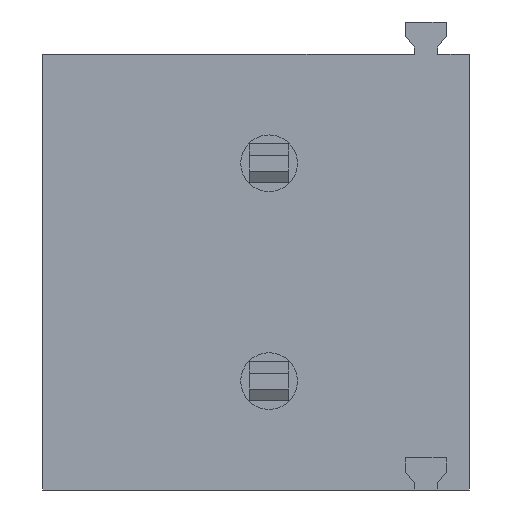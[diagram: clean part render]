
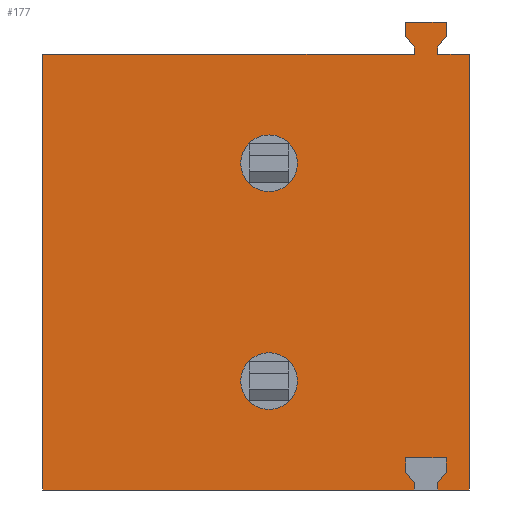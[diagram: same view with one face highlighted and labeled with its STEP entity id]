
A CAD part, front view. The second image highlights one B-rep face of the part: STEP entity #177.
In plain terms, the highlighted planar face has unit normal (0, -1, 0).
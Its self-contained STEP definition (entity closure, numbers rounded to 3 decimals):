
#177=ADVANCED_FACE('',(#407,#408,#409),#410,.T.);
#407=FACE_OUTER_BOUND('',#657,.T.);
#408=FACE_BOUND('',#658,.T.);
#409=FACE_BOUND('',#659,.T.);
#410=PLANE('',#660);
#657=EDGE_LOOP('',(#1518,#1519,#1520,#1521,#1522,#1523,#1524,#1525,#1526,#1527,#1528,#1529,#1530,#1531,#1532,#1533,#1534,#1535,#1536,#1537));
#658=EDGE_LOOP('',(#1538,#1539));
#659=EDGE_LOOP('',(#1540,#1541));
#660=AXIS2_PLACEMENT_3D('',#1542,#1543,#1544);
#1518=ORIENTED_EDGE('',*,*,#1944,.F.);
#1519=ORIENTED_EDGE('',*,*,#1763,.T.);
#1520=ORIENTED_EDGE('',*,*,#1746,.F.);
#1521=ORIENTED_EDGE('',*,*,#1737,.F.);
#1522=ORIENTED_EDGE('',*,*,#1719,.F.);
#1523=ORIENTED_EDGE('',*,*,#1744,.F.);
#1524=ORIENTED_EDGE('',*,*,#1729,.F.);
#1525=ORIENTED_EDGE('',*,*,#1748,.F.);
#1526=ORIENTED_EDGE('',*,*,#1733,.F.);
#1527=ORIENTED_EDGE('',*,*,#1762,.T.);
#1528=ORIENTED_EDGE('',*,*,#1794,.F.);
#1529=ORIENTED_EDGE('',*,*,#1831,.F.);
#1530=ORIENTED_EDGE('',*,*,#1941,.T.);
#1531=ORIENTED_EDGE('',*,*,#1942,.T.);
#1532=ORIENTED_EDGE('',*,*,#1939,.T.);
#1533=ORIENTED_EDGE('',*,*,#1932,.T.);
#1534=ORIENTED_EDGE('',*,*,#1934,.T.);
#1535=ORIENTED_EDGE('',*,*,#1936,.T.);
#1536=ORIENTED_EDGE('',*,*,#1937,.T.);
#1537=ORIENTED_EDGE('',*,*,#1827,.F.);
#1538=ORIENTED_EDGE('',*,*,#1685,.F.);
#1539=ORIENTED_EDGE('',*,*,#1803,.F.);
#1540=ORIENTED_EDGE('',*,*,#1777,.F.);
#1541=ORIENTED_EDGE('',*,*,#1689,.F.);
#1542=CARTESIAN_POINT('',(-6.422,0.0,-2.773));
#1543=DIRECTION('',(0.0,-1.0,0.0));
#1544=DIRECTION('',(0.,0.0,1.0));
#1685=EDGE_CURVE('',#2014,#2017,#2018,.T.);
#1689=EDGE_CURVE('',#2022,#2025,#2026,.T.);
#1719=EDGE_CURVE('',#2083,#2084,#2085,.T.);
#1729=EDGE_CURVE('',#2101,#2102,#2103,.T.);
#1733=EDGE_CURVE('',#2109,#2110,#2111,.T.);
#1737=EDGE_CURVE('',#2084,#2117,#2118,.T.);
#1744=EDGE_CURVE('',#2102,#2083,#2127,.T.);
#1746=EDGE_CURVE('',#2117,#2129,#2130,.T.);
#1748=EDGE_CURVE('',#2110,#2101,#2132,.T.);
#1762=EDGE_CURVE('',#2109,#2149,#2151,.T.);
#1763=EDGE_CURVE('',#2152,#2129,#2153,.T.);
#1777=EDGE_CURVE('',#2025,#2022,#2176,.T.);
#1794=EDGE_CURVE('',#2203,#2149,#2204,.T.);
#1803=EDGE_CURVE('',#2017,#2014,#2216,.T.);
#1827=EDGE_CURVE('',#2254,#2256,#2257,.T.);
#1831=EDGE_CURVE('',#2262,#2203,#2264,.T.);
#1932=EDGE_CURVE('',#2423,#2425,#2427,.T.);
#1934=EDGE_CURVE('',#2425,#2428,#2430,.T.);
#1936=EDGE_CURVE('',#2428,#2431,#2433,.T.);
#1937=EDGE_CURVE('',#2431,#2256,#2434,.T.);
#1939=EDGE_CURVE('',#2435,#2423,#2437,.T.);
#1941=EDGE_CURVE('',#2262,#2438,#2440,.T.);
#1942=EDGE_CURVE('',#2438,#2435,#2441,.T.);
#1944=EDGE_CURVE('',#2152,#2254,#2443,.T.);
#2014=VERTEX_POINT('',#2536);
#2017=VERTEX_POINT('',#2540);
#2018=CIRCLE('',#2541,0.65);
#2022=VERTEX_POINT('',#2546);
#2025=VERTEX_POINT('',#2550);
#2026=CIRCLE('',#2551,0.65);
#2083=VERTEX_POINT('',#2627);
#2084=VERTEX_POINT('',#2628);
#2085=LINE('',#2629,#2630);
#2101=VERTEX_POINT('',#2651);
#2102=VERTEX_POINT('',#2652);
#2103=LINE('',#2653,#2654);
#2109=VERTEX_POINT('',#2663);
#2110=VERTEX_POINT('',#2664);
#2111=LINE('',#2665,#2666);
#2117=VERTEX_POINT('',#2675);
#2118=LINE('',#2676,#2677);
#2127=LINE('',#2692,#2693);
#2129=VERTEX_POINT('',#2695);
#2130=LINE('',#2696,#2697);
#2132=LINE('',#2700,#2701);
#2149=VERTEX_POINT('',#2725);
#2151=LINE('',#2728,#2729);
#2152=VERTEX_POINT('',#2730);
#2153=LINE('',#2731,#2732);
#2176=CIRCLE('',#2766,0.65);
#2203=VERTEX_POINT('',#2808);
#2204=LINE('',#2809,#2810);
#2216=CIRCLE('',#2829,0.65);
#2254=VERTEX_POINT('',#2888);
#2256=VERTEX_POINT('',#2891);
#2257=LINE('',#2892,#2893);
#2262=VERTEX_POINT('',#2900);
#2264=LINE('',#2903,#2904);
#2423=VERTEX_POINT('',#3123);
#2425=VERTEX_POINT('',#3126);
#2427=LINE('',#3129,#3130);
#2428=VERTEX_POINT('',#3131);
#2430=LINE('',#3134,#3135);
#2431=VERTEX_POINT('',#3136);
#2433=LINE('',#3139,#3140);
#2434=LINE('',#3141,#3142);
#2435=VERTEX_POINT('',#3143);
#2437=LINE('',#3146,#3147);
#2438=VERTEX_POINT('',#3148);
#2440=LINE('',#3151,#3152);
#2441=LINE('',#3153,#3154);
#2443=LINE('',#3157,#3158);
#2536=CARTESIAN_POINT('',(-3.414,0.0,-8.241));
#2540=CARTESIAN_POINT('',(-4.714,0.0,-8.241));
#2541=AXIS2_PLACEMENT_3D('',#3261,#3262,#3263);
#2546=CARTESIAN_POINT('',(-3.414,0.0,-3.241));
#2550=CARTESIAN_POINT('',(-4.714,0.0,-3.241));
#2551=AXIS2_PLACEMENT_3D('',#3269,#3270,#3271);
#2627=CARTESIAN_POINT('',(0.0,0.0,0.));
#2628=CARTESIAN_POINT('',(0.0,0.0,-0.342));
#2629=CARTESIAN_POINT('',(0.0,0.0,-8.241));
#2630=VECTOR('',#3321,1.0);
#2651=CARTESIAN_POINT('',(-0.928,0.0,-0.342));
#2652=CARTESIAN_POINT('',(-0.928,0.0,0.));
#2653=CARTESIAN_POINT('',(-0.928,0.0,-8.241));
#2654=VECTOR('',#3339,1.0);
#2663=CARTESIAN_POINT('',(-0.733,0.0,-0.741));
#2664=CARTESIAN_POINT('',(-0.733,0.0,-0.574));
#2665=CARTESIAN_POINT('',(-0.733,0.0,-8.241));
#2666=VECTOR('',#3343,1.0);
#2675=CARTESIAN_POINT('',(-0.195,0.0,-0.574));
#2676=CARTESIAN_POINT('',(-6.642,0.0,-8.241));
#2677=VECTOR('',#3347,1.0);
#2692=CARTESIAN_POINT('',(-62.994,0.0,0.));
#2693=VECTOR('',#3354,1.0);
#2695=CARTESIAN_POINT('',(-0.195,0.0,-0.741));
#2696=CARTESIAN_POINT('',(-0.195,0.0,-8.241));
#2697=VECTOR('',#3358,1.0);
#2700=CARTESIAN_POINT('',(5.714,0.0,-8.241));
#2701=VECTOR('',#3360,1.0);
#2725=CARTESIAN_POINT('',(-9.264,0.0,-0.741));
#2728=CARTESIAN_POINT('',(-62.994,0.0,-0.741));
#2729=VECTOR('',#3384,1.0);
#2730=CARTESIAN_POINT('',(0.536,0.0,-0.741));
#2731=CARTESIAN_POINT('',(-62.994,0.0,-0.741));
#2732=VECTOR('',#3385,1.0);
#2766=AXIS2_PLACEMENT_3D('',#3403,#3404,#3405);
#2808=CARTESIAN_POINT('',(-9.264,0.0,-10.741));
#2809=CARTESIAN_POINT('',(-9.264,0.0,-8.241));
#2810=VECTOR('',#3424,1.0);
#2829=AXIS2_PLACEMENT_3D('',#3435,#3436,#3437);
#2888=CARTESIAN_POINT('',(0.536,0.0,-10.741));
#2891=CARTESIAN_POINT('',(-0.195,0.0,-10.741));
#2892=CARTESIAN_POINT('',(-62.994,0.0,-10.741));
#2893=VECTOR('',#3463,1.0);
#2900=CARTESIAN_POINT('',(-0.733,0.0,-10.741));
#2903=CARTESIAN_POINT('',(-62.994,0.0,-10.741));
#2904=VECTOR('',#3467,1.0);
#3123=CARTESIAN_POINT('',(-0.928,0.0,-10.));
#3126=CARTESIAN_POINT('',(0.0,0.0,-10.));
#3129=CARTESIAN_POINT('',(-62.994,0.0,-10.));
#3130=VECTOR('',#3644,1.0);
#3131=CARTESIAN_POINT('',(0.0,0.0,-10.342));
#3134=CARTESIAN_POINT('',(0.0,0.0,-8.241));
#3135=VECTOR('',#3646,1.0);
#3136=CARTESIAN_POINT('',(-0.195,0.0,-10.574));
#3139=CARTESIAN_POINT('',(1.767,0.0,-8.241));
#3140=VECTOR('',#3648,1.0);
#3141=CARTESIAN_POINT('',(-0.195,0.0,-8.241));
#3142=VECTOR('',#3649,1.0);
#3143=CARTESIAN_POINT('',(-0.928,0.0,-10.342));
#3146=CARTESIAN_POINT('',(-0.928,0.0,-8.241));
#3147=VECTOR('',#3651,1.0);
#3148=CARTESIAN_POINT('',(-0.733,0.0,-10.574));
#3151=CARTESIAN_POINT('',(-0.733,0.0,-8.241));
#3152=VECTOR('',#3653,1.0);
#3153=CARTESIAN_POINT('',(-2.695,0.0,-8.241));
#3154=VECTOR('',#3654,1.0);
#3157=CARTESIAN_POINT('',(0.536,0.0,-8.241));
#3158=VECTOR('',#3656,1.0);
#3261=CARTESIAN_POINT('',(-4.064,0.0,-8.241));
#3262=DIRECTION('',(0.0,-1.0,0.0));
#3263=DIRECTION('',(1.0,0.0,0.0));
#3269=CARTESIAN_POINT('',(-4.064,0.0,-3.241));
#3270=DIRECTION('',(0.0,-1.0,0.0));
#3271=DIRECTION('',(1.0,0.0,0.0));
#3321=DIRECTION('',(0.,0.0,-1.0));
#3339=DIRECTION('',(0.,0.0,1.0));
#3343=DIRECTION('',(0.,0.0,1.0));
#3347=DIRECTION('',(-0.644,0.0,-0.765));
#3354=DIRECTION('',(1.0,0.0,0.));
#3358=DIRECTION('',(0.,0.0,-1.0));
#3360=DIRECTION('',(-0.644,0.0,0.765));
#3384=DIRECTION('',(-1.0,0.0,0.));
#3385=DIRECTION('',(-1.0,0.0,0.));
#3403=CARTESIAN_POINT('',(-4.064,0.0,-3.241));
#3404=DIRECTION('',(0.0,-1.0,0.0));
#3405=DIRECTION('',(1.0,0.0,0.0));
#3424=DIRECTION('',(0.,0.0,1.0));
#3435=CARTESIAN_POINT('',(-4.064,0.0,-8.241));
#3436=DIRECTION('',(0.0,-1.0,0.0));
#3437=DIRECTION('',(1.0,0.0,0.0));
#3463=DIRECTION('',(-1.0,0.0,0.));
#3467=DIRECTION('',(-1.0,0.0,0.));
#3644=DIRECTION('',(1.0,0.0,0.));
#3646=DIRECTION('',(0.,0.0,-1.0));
#3648=DIRECTION('',(-0.644,0.0,-0.765));
#3649=DIRECTION('',(0.,0.0,-1.0));
#3651=DIRECTION('',(0.,0.0,1.0));
#3653=DIRECTION('',(0.,0.0,1.0));
#3654=DIRECTION('',(-0.644,0.0,0.765));
#3656=DIRECTION('',(0.,0.0,-1.0));
